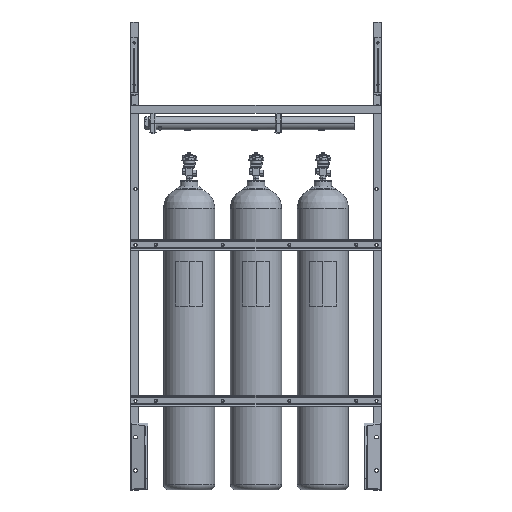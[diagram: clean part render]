
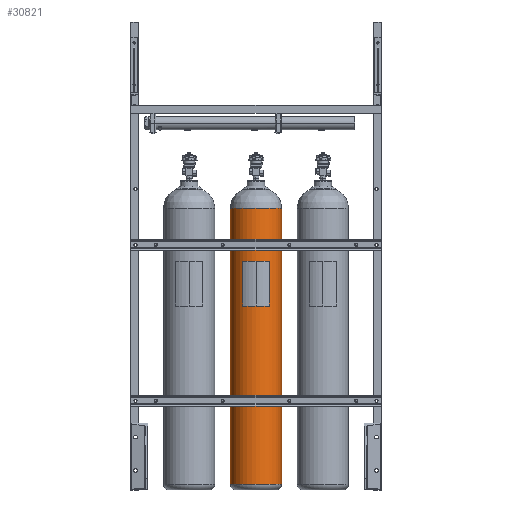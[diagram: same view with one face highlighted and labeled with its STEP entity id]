
A CAD part, top view. The second image highlights one B-rep face of the part: STEP entity #30821.
In plain terms, the highlighted cylindrical face has radius 116.635 mm (diameter 233.269 mm), a partial arc.
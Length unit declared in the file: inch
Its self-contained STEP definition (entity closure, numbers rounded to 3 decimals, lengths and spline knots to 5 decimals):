
#1059 = VERTEX_POINT ( 'NONE', #38007 ) ;
#1263 = VERTEX_POINT ( 'NONE', #4952 ) ;
#2504 = AXIS2_PLACEMENT_3D ( 'NONE', #24044, #17704, #20560 ) ;
#4083 = DIRECTION ( 'NONE',  ( -1., 0., 0. ) ) ;
#4510 = CIRCLE ( 'NONE', #32674, 4.59191 ) ;
#4664 = VECTOR ( 'NONE', #17973, 39.37008 ) ;
#4952 = CARTESIAN_POINT ( 'NONE',  ( -4.59191, -4.92411, 0. ) ) ;
#6225 = EDGE_CURVE ( 'NONE', #1059, #1263, #8538, .T. ) ;
#7169 = DIRECTION ( 'NONE',  ( -1., 0., 0. ) ) ;
#8183 = LINE ( 'NONE', #33414, #16246 ) ;
#8538 = LINE ( 'NONE', #33130, #4664 ) ;
#9670 = ORIENTED_EDGE ( 'NONE', *, *, #37972, .T. ) ;
#10325 = CIRCLE ( 'NONE', #2504, 4.59191 ) ;
#13135 = CARTESIAN_POINT ( 'NONE',  ( 0., 0., 0. ) ) ;
#13273 = CARTESIAN_POINT ( 'NONE',  ( 4.59191, -54.5, 0. ) ) ;
#13916 = VERTEX_POINT ( 'NONE', #13273 ) ;
#16246 = VECTOR ( 'NONE', #27662, 39.37008 ) ;
#17006 = VERTEX_POINT ( 'NONE', #17040 ) ;
#17040 = CARTESIAN_POINT ( 'NONE',  ( 4.59191, -4.92411, 0. ) ) ;
#17704 = DIRECTION ( 'NONE',  ( 0., 1., 0. ) ) ;
#17973 = DIRECTION ( 'NONE',  ( 0., 1., 0. ) ) ;
#18977 = ORIENTED_EDGE ( 'NONE', *, *, #29633, .T. ) ;
#19682 = FACE_OUTER_BOUND ( 'NONE', #38380, .T. ) ;
#20560 = DIRECTION ( 'NONE',  ( -1., 0., 0. ) ) ;
#21277 = AXIS2_PLACEMENT_3D ( 'NONE', #13135, #28497, #4083 ) ;
#22556 = CARTESIAN_POINT ( 'NONE',  ( 0., -54.5, 0. ) ) ;
#24044 = CARTESIAN_POINT ( 'NONE',  ( 0., -4.92411, 0. ) ) ;
#25818 = EDGE_CURVE ( 'NONE', #1263, #17006, #10325, .T. ) ;
#27662 = DIRECTION ( 'NONE',  ( 0., 1., 0. ) ) ;
#28497 = DIRECTION ( 'NONE',  ( 0., 1., 0. ) ) ;
#29633 = EDGE_CURVE ( 'NONE', #1059, #13916, #4510, .T. ) ;
#30821 = ADVANCED_FACE ( 'NONE', ( #19682 ), #32201, .T. ) ;
#31120 = ORIENTED_EDGE ( 'NONE', *, *, #6225, .F. ) ;
#32201 = CYLINDRICAL_SURFACE ( 'NONE', #21277, 4.59191 ) ;
#32674 = AXIS2_PLACEMENT_3D ( 'NONE', #22556, #37934, #7169 ) ;
#33130 = CARTESIAN_POINT ( 'NONE',  ( -4.59191, 0., 0. ) ) ;
#33414 = CARTESIAN_POINT ( 'NONE',  ( 4.59191, 0., 0. ) ) ;
#37934 = DIRECTION ( 'NONE',  ( 0., 1., 0. ) ) ;
#37972 = EDGE_CURVE ( 'NONE', #13916, #17006, #8183, .T. ) ;
#38007 = CARTESIAN_POINT ( 'NONE',  ( -4.59191, -54.5, 0. ) ) ;
#38380 = EDGE_LOOP ( 'NONE', ( #18977, #9670, #39782, #31120 ) ) ;
#39782 = ORIENTED_EDGE ( 'NONE', *, *, #25818, .F. ) ;
